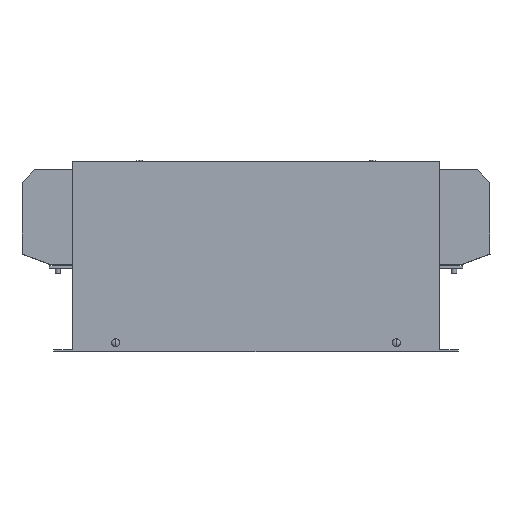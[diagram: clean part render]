
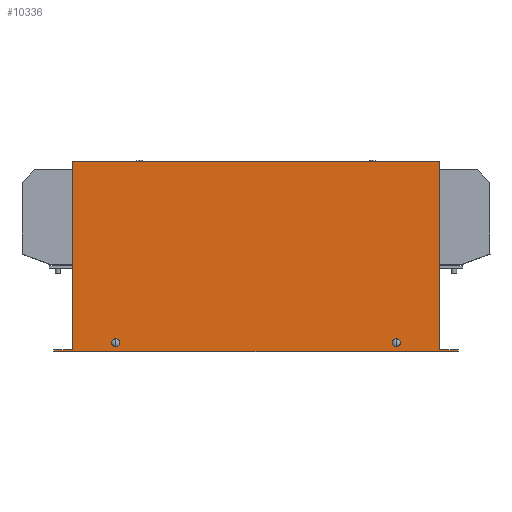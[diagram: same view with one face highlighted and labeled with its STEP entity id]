
A CAD part, top view. The second image highlights one B-rep face of the part: STEP entity #10336.
In plain terms, the highlighted planar face has unit normal (0, 0, 1).
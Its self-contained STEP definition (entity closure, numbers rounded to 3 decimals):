
#183 = CARTESIAN_POINT ( 'NONE',  ( 0., 0., 58.1 ) ) ;
#273 = VERTEX_POINT ( 'NONE', #6646 ) ;
#575 = AXIS2_PLACEMENT_3D ( 'NONE', #8973, #2418, #5410 ) ;
#618 = VECTOR ( 'NONE', #8991, 1000. ) ;
#711 = EDGE_CURVE ( 'NONE', #5960, #7355, #1036, .T. ) ;
#1036 = CIRCLE ( 'NONE', #7678, 3.15 ) ;
#1240 = DIRECTION ( 'NONE',  ( 1., 0., 0. ) ) ;
#1448 = LINE ( 'NONE', #11844, #9235 ) ;
#1548 = ORIENTED_EDGE ( 'NONE', *, *, #6748, .T. ) ;
#1561 = LINE ( 'NONE', #6153, #4874 ) ;
#1701 = EDGE_CURVE ( 'NONE', #9774, #10341, #8898, .T. ) ;
#1768 = CARTESIAN_POINT ( 'NONE',  ( 107.75, 5.5, 58.1 ) ) ;
#1924 = CARTESIAN_POINT ( 'NONE',  ( -145., 148.6, 58.1 ) ) ;
#1958 = FACE_BOUND ( 'NONE', #4066, .T. ) ;
#2022 = PLANE ( 'NONE',  #8855 ) ;
#2052 = ORIENTED_EDGE ( 'NONE', *, *, #711, .F. ) ;
#2132 = CIRCLE ( 'NONE', #575, 3.15 ) ;
#2134 = EDGE_CURVE ( 'NONE', #6037, #9167, #4160, .T. ) ;
#2219 = CARTESIAN_POINT ( 'NONE',  ( -110.9, 5.5, 58.1 ) ) ;
#2315 = CARTESIAN_POINT ( 'NONE',  ( 160., 0., 58.1 ) ) ;
#2385 = LINE ( 'NONE', #11308, #11242 ) ;
#2387 = CARTESIAN_POINT ( 'NONE',  ( -160., -1.5, 58.1 ) ) ;
#2418 = DIRECTION ( 'NONE',  ( 0., 0., 1. ) ) ;
#2496 = CARTESIAN_POINT ( 'NONE',  ( -145., 66.5, 58.1 ) ) ;
#2750 = VERTEX_POINT ( 'NONE', #4680 ) ;
#2945 = CARTESIAN_POINT ( 'NONE',  ( 114.05, 5.5, 58.1 ) ) ;
#3126 = DIRECTION ( 'NONE',  ( -1., 0., 0. ) ) ;
#3430 = LINE ( 'NONE', #7286, #9992 ) ;
#3550 = EDGE_CURVE ( 'NONE', #8223, #273, #2385, .T. ) ;
#3855 = DIRECTION ( 'NONE',  ( 0., 0., 1. ) ) ;
#3908 = ORIENTED_EDGE ( 'NONE', *, *, #2134, .T. ) ;
#3918 = VECTOR ( 'NONE', #6696, 1000. ) ;
#4066 = EDGE_LOOP ( 'NONE', ( #5237, #4446 ) ) ;
#4160 = LINE ( 'NONE', #8578, #8090 ) ;
#4335 = CARTESIAN_POINT ( 'NONE',  ( -110.9, 5.5, 58.1 ) ) ;
#4426 = VERTEX_POINT ( 'NONE', #1924 ) ;
#4446 = ORIENTED_EDGE ( 'NONE', *, *, #1701, .F. ) ;
#4680 = CARTESIAN_POINT ( 'NONE',  ( 145., 148.6, 58.1 ) ) ;
#4874 = VECTOR ( 'NONE', #5288, 1000. ) ;
#4917 = CARTESIAN_POINT ( 'NONE',  ( 145., 148.6, 58.1 ) ) ;
#4919 = CARTESIAN_POINT ( 'NONE',  ( 160., -1.5, 58.1 ) ) ;
#5133 = AXIS2_PLACEMENT_3D ( 'NONE', #4335, #8077, #11801 ) ;
#5237 = ORIENTED_EDGE ( 'NONE', *, *, #11833, .F. ) ;
#5288 = DIRECTION ( 'NONE',  ( 0., -1., 0. ) ) ;
#5410 = DIRECTION ( 'NONE',  ( 1., 0., 0. ) ) ;
#5748 = CARTESIAN_POINT ( 'NONE',  ( -145., 0., 58.1 ) ) ;
#5833 = LINE ( 'NONE', #4917, #3918 ) ;
#5901 = EDGE_LOOP ( 'NONE', ( #6976, #3908, #1548, #6074, #8919, #11272, #7275, #9550 ) ) ;
#5950 = DIRECTION ( 'NONE',  ( 0., 0., 1. ) ) ;
#5960 = VERTEX_POINT ( 'NONE', #1768 ) ;
#6018 = CARTESIAN_POINT ( 'NONE',  ( 160., 0., 58.1 ) ) ;
#6037 = VERTEX_POINT ( 'NONE', #5748 ) ;
#6074 = ORIENTED_EDGE ( 'NONE', *, *, #11022, .T. ) ;
#6153 = CARTESIAN_POINT ( 'NONE',  ( -160., -1.5, 58.1 ) ) ;
#6215 = EDGE_CURVE ( 'NONE', #9476, #8223, #10694, .T. ) ;
#6414 = LINE ( 'NONE', #2496, #618 ) ;
#6572 = ORIENTED_EDGE ( 'NONE', *, *, #6744, .F. ) ;
#6646 = CARTESIAN_POINT ( 'NONE',  ( 145., 0., 58.1 ) ) ;
#6696 = DIRECTION ( 'NONE',  ( 0., 1., 0. ) ) ;
#6744 = EDGE_CURVE ( 'NONE', #7355, #5960, #2132, .T. ) ;
#6748 = EDGE_CURVE ( 'NONE', #9167, #7454, #1561, .T. ) ;
#6976 = ORIENTED_EDGE ( 'NONE', *, *, #10569, .T. ) ;
#7202 = DIRECTION ( 'NONE',  ( 0., 0., 1. ) ) ;
#7275 = ORIENTED_EDGE ( 'NONE', *, *, #8182, .T. ) ;
#7286 = CARTESIAN_POINT ( 'NONE',  ( -145., 148.6, 58.1 ) ) ;
#7325 = DIRECTION ( 'NONE',  ( 1., 0., 0. ) ) ;
#7355 = VERTEX_POINT ( 'NONE', #2945 ) ;
#7454 = VERTEX_POINT ( 'NONE', #2387 ) ;
#7678 = AXIS2_PLACEMENT_3D ( 'NONE', #8063, #7202, #7325 ) ;
#7953 = DIRECTION ( 'NONE',  ( 0., 1., 0. ) ) ;
#8063 = CARTESIAN_POINT ( 'NONE',  ( 110.9, 5.5, 58.1 ) ) ;
#8077 = DIRECTION ( 'NONE',  ( 0., 0., 1. ) ) ;
#8090 = VECTOR ( 'NONE', #3126, 1000. ) ;
#8182 = EDGE_CURVE ( 'NONE', #273, #2750, #5833, .T. ) ;
#8223 = VERTEX_POINT ( 'NONE', #6018 ) ;
#8328 = CARTESIAN_POINT ( 'NONE',  ( -160., 0., 58.1 ) ) ;
#8578 = CARTESIAN_POINT ( 'NONE',  ( -160., 0., 58.1 ) ) ;
#8855 = AXIS2_PLACEMENT_3D ( 'NONE', #183, #3855, #11255 ) ;
#8898 = CIRCLE ( 'NONE', #11990, 3.15 ) ;
#8919 = ORIENTED_EDGE ( 'NONE', *, *, #6215, .T. ) ;
#8966 = EDGE_CURVE ( 'NONE', #2750, #4426, #3430, .T. ) ;
#8973 = CARTESIAN_POINT ( 'NONE',  ( 110.9, 5.5, 58.1 ) ) ;
#8991 = DIRECTION ( 'NONE',  ( 0., -1., 0. ) ) ;
#9167 = VERTEX_POINT ( 'NONE', #8328 ) ;
#9235 = VECTOR ( 'NONE', #10013, 1000. ) ;
#9308 = FACE_OUTER_BOUND ( 'NONE', #5901, .T. ) ;
#9437 = CIRCLE ( 'NONE', #5133, 3.15 ) ;
#9476 = VERTEX_POINT ( 'NONE', #4919 ) ;
#9550 = ORIENTED_EDGE ( 'NONE', *, *, #8966, .T. ) ;
#9666 = VECTOR ( 'NONE', #7953, 1000. ) ;
#9774 = VERTEX_POINT ( 'NONE', #12061 ) ;
#9992 = VECTOR ( 'NONE', #11927, 1000. ) ;
#10013 = DIRECTION ( 'NONE',  ( 1., 0., 0. ) ) ;
#10277 = CARTESIAN_POINT ( 'NONE',  ( -107.75, 5.5, 58.1 ) ) ;
#10336 = ADVANCED_FACE ( 'NONE', ( #1958, #12048, #9308 ), #2022, .T. ) ;
#10341 = VERTEX_POINT ( 'NONE', #10277 ) ;
#10397 = EDGE_LOOP ( 'NONE', ( #6572, #2052 ) ) ;
#10569 = EDGE_CURVE ( 'NONE', #4426, #6037, #6414, .T. ) ;
#10694 = LINE ( 'NONE', #2315, #9666 ) ;
#11022 = EDGE_CURVE ( 'NONE', #7454, #9476, #1448, .T. ) ;
#11182 = DIRECTION ( 'NONE',  ( -1., 0., 0. ) ) ;
#11242 = VECTOR ( 'NONE', #11182, 1000. ) ;
#11255 = DIRECTION ( 'NONE',  ( 1., 0., 0. ) ) ;
#11272 = ORIENTED_EDGE ( 'NONE', *, *, #3550, .T. ) ;
#11308 = CARTESIAN_POINT ( 'NONE',  ( 145., 0., 58.1 ) ) ;
#11801 = DIRECTION ( 'NONE',  ( 1., 0., 0. ) ) ;
#11833 = EDGE_CURVE ( 'NONE', #10341, #9774, #9437, .T. ) ;
#11844 = CARTESIAN_POINT ( 'NONE',  ( -160., -1.5, 58.1 ) ) ;
#11927 = DIRECTION ( 'NONE',  ( -1., 0., 0. ) ) ;
#11990 = AXIS2_PLACEMENT_3D ( 'NONE', #2219, #5950, #1240 ) ;
#12048 = FACE_BOUND ( 'NONE', #10397, .T. ) ;
#12061 = CARTESIAN_POINT ( 'NONE',  ( -114.05, 5.5, 58.1 ) ) ;
